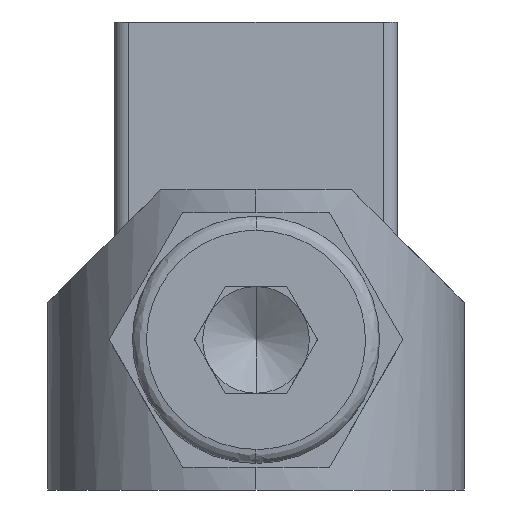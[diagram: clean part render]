
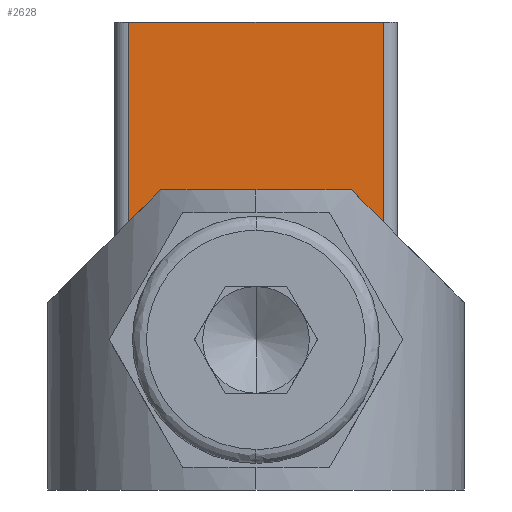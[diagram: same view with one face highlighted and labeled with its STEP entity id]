
A CAD part, left-side view. The second image highlights one B-rep face of the part: STEP entity #2628.
In plain terms, the highlighted planar face has unit normal (-1, 0, 0).
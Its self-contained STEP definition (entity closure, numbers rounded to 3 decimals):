
#139 = ORIENTED_EDGE ( 'NONE', *, *, #3197, .F. ) ;
#174 = DIRECTION ( 'NONE',  ( 0., -1., 0. ) ) ;
#552 = VERTEX_POINT ( 'NONE', #1993 ) ;
#666 = VERTEX_POINT ( 'NONE', #1668 ) ;
#695 = CARTESIAN_POINT ( 'NONE',  ( 11.1, 0., 4.25 ) ) ;
#704 = DIRECTION ( 'NONE',  ( -1., 0., 0. ) ) ;
#710 = FACE_OUTER_BOUND ( 'NONE', #1148, .T. ) ;
#718 = DIRECTION ( 'NONE',  ( 0., 0., 1. ) ) ;
#725 = CARTESIAN_POINT ( 'NONE',  ( 11.1, 0., 2.6 ) ) ;
#790 = VERTEX_POINT ( 'NONE', #1424 ) ;
#865 = ORIENTED_EDGE ( 'NONE', *, *, #2745, .F. ) ;
#890 = ORIENTED_EDGE ( 'NONE', *, *, #1067, .F. ) ;
#1002 = VECTOR ( 'NONE', #174, 1000. ) ;
#1067 = EDGE_CURVE ( 'NONE', #1089, #790, #2689, .T. ) ;
#1089 = VERTEX_POINT ( 'NONE', #725 ) ;
#1148 = EDGE_LOOP ( 'NONE', ( #139, #2000, #2232, #865 ) ) ;
#1169 = VECTOR ( 'NONE', #1821, 1000. ) ;
#1201 = DIRECTION ( 'NONE',  ( 0., 0., -1. ) ) ;
#1210 = AXIS2_PLACEMENT_3D ( 'NONE', #695, #704, #718 ) ;
#1227 = EDGE_LOOP ( 'NONE', ( #1278, #890 ) ) ;
#1278 = ORIENTED_EDGE ( 'NONE', *, *, #3043, .F. ) ;
#1297 = LINE ( 'NONE', #2480, #1169 ) ;
#1424 = CARTESIAN_POINT ( 'NONE',  ( 11.1, 0., 5.9 ) ) ;
#1668 = CARTESIAN_POINT ( 'NONE',  ( 11.1, -3.6, 13.25 ) ) ;
#1685 = DIRECTION ( 'NONE',  ( 0., 0., -1. ) ) ;
#1709 = EDGE_CURVE ( 'NONE', #2837, #2719, #2486, .T. ) ;
#1821 = DIRECTION ( 'NONE',  ( 0., 1., 0. ) ) ;
#1941 = LINE ( 'NONE', #3301, #3207 ) ;
#1993 = CARTESIAN_POINT ( 'NONE',  ( 11.1, -3.6, 1.25 ) ) ;
#2000 = ORIENTED_EDGE ( 'NONE', *, *, #3067, .F. ) ;
#2110 = DIRECTION ( 'NONE',  ( -1., 0., 0. ) ) ;
#2141 = DIRECTION ( 'NONE',  ( 0., 0., 1. ) ) ;
#2152 = CARTESIAN_POINT ( 'NONE',  ( 11.1, 0., 4.25 ) ) ;
#2177 = CARTESIAN_POINT ( 'NONE',  ( 11.1, -2.45, 13.25 ) ) ;
#2232 = ORIENTED_EDGE ( 'NONE', *, *, #1709, .F. ) ;
#2239 = AXIS2_PLACEMENT_3D ( 'NONE', #2851, #2761, #1685 ) ;
#2317 = CARTESIAN_POINT ( 'NONE',  ( 11.1, 3.6, 13.25 ) ) ;
#2424 = CARTESIAN_POINT ( 'NONE',  ( 11.1, 3.6, 1.25 ) ) ;
#2480 = CARTESIAN_POINT ( 'NONE',  ( 11.1, -2.45, 1.25 ) ) ;
#2486 = LINE ( 'NONE', #2919, #3132 ) ;
#2537 = LINE ( 'NONE', #2177, #1002 ) ;
#2628 = ADVANCED_FACE ( 'NONE', ( #710, #2838 ), #2938, .F. ) ;
#2661 = AXIS2_PLACEMENT_3D ( 'NONE', #2152, #2110, #2141 ) ;
#2689 = CIRCLE ( 'NONE', #1210, 1.65 ) ;
#2719 = VERTEX_POINT ( 'NONE', #2317 ) ;
#2745 = EDGE_CURVE ( 'NONE', #552, #2837, #1297, .T. ) ;
#2761 = DIRECTION ( 'NONE',  ( 1., 0., 0. ) ) ;
#2837 = VERTEX_POINT ( 'NONE', #2424 ) ;
#2838 = FACE_BOUND ( 'NONE', #1227, .T. ) ;
#2851 = CARTESIAN_POINT ( 'NONE',  ( 11.1, -2.45, 13.25 ) ) ;
#2919 = CARTESIAN_POINT ( 'NONE',  ( 11.1, 3.6, 13.25 ) ) ;
#2938 = PLANE ( 'NONE',  #2239 ) ;
#2978 = DIRECTION ( 'NONE',  ( 0., 0., 1. ) ) ;
#3043 = EDGE_CURVE ( 'NONE', #790, #1089, #3091, .T. ) ;
#3067 = EDGE_CURVE ( 'NONE', #2719, #666, #2537, .T. ) ;
#3091 = CIRCLE ( 'NONE', #2661, 1.65 ) ;
#3132 = VECTOR ( 'NONE', #2978, 1000. ) ;
#3197 = EDGE_CURVE ( 'NONE', #666, #552, #1941, .T. ) ;
#3207 = VECTOR ( 'NONE', #1201, 1000. ) ;
#3301 = CARTESIAN_POINT ( 'NONE',  ( 11.1, -3.6, 13.25 ) ) ;
